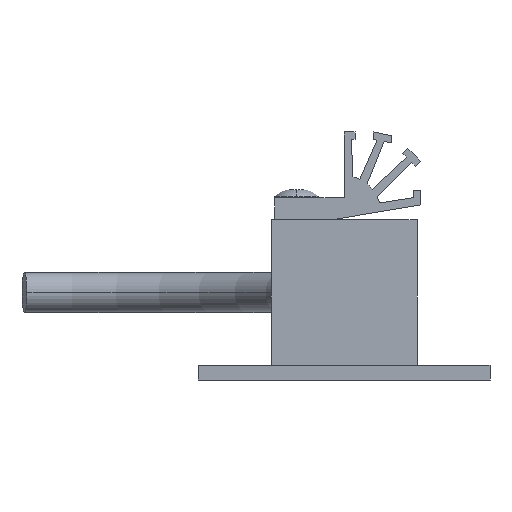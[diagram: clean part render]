
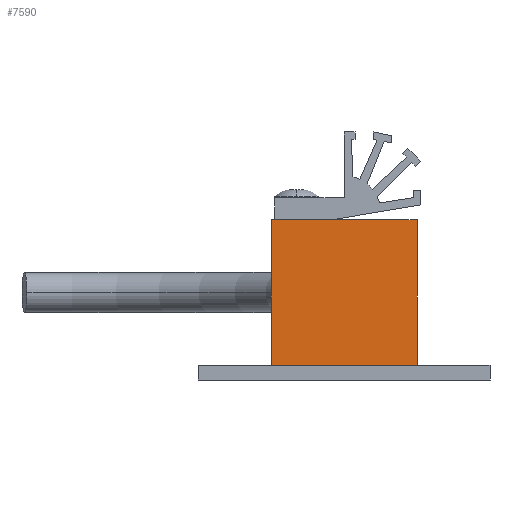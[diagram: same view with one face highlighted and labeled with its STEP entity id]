
A CAD part, front view. The second image highlights one B-rep face of the part: STEP entity #7590.
In plain terms, the highlighted planar face has unit normal (0, -1, 0).
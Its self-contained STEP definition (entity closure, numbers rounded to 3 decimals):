
#64 = VECTOR ( 'NONE', #453, 1000. ) ;
#312 = VECTOR ( 'NONE', #3974, 1000. ) ;
#423 = CARTESIAN_POINT ( 'NONE',  ( -10., 0., -10. ) ) ;
#453 = DIRECTION ( 'NONE',  ( 0., 0., 1. ) ) ;
#756 = EDGE_LOOP ( 'NONE', ( #6661, #2020, #6805, #4561 ) ) ;
#789 = EDGE_CURVE ( 'NONE', #912, #2789, #1170, .T. ) ;
#912 = VERTEX_POINT ( 'NONE', #5252 ) ;
#1170 = LINE ( 'NONE', #423, #64 ) ;
#1596 = DIRECTION ( 'NONE',  ( 0., 0., 1. ) ) ;
#1928 = EDGE_CURVE ( 'NONE', #4553, #5668, #4171, .T. ) ;
#2020 = ORIENTED_EDGE ( 'NONE', *, *, #4994, .F. ) ;
#2201 = CARTESIAN_POINT ( 'NONE',  ( 10., 0., -10. ) ) ;
#2229 = DIRECTION ( 'NONE',  ( 0., 1., 0. ) ) ;
#2249 = EDGE_CURVE ( 'NONE', #5668, #912, #3812, .T. ) ;
#2405 = CARTESIAN_POINT ( 'NONE',  ( -10., 0., -10. ) ) ;
#2453 = CARTESIAN_POINT ( 'NONE',  ( 10., 0., 10. ) ) ;
#2744 = CARTESIAN_POINT ( 'NONE',  ( -10., 0., 10. ) ) ;
#2766 = PLANE ( 'NONE',  #2960 ) ;
#2789 = VERTEX_POINT ( 'NONE', #6764 ) ;
#2843 = CARTESIAN_POINT ( 'NONE',  ( 10., 0., -10. ) ) ;
#2960 = AXIS2_PLACEMENT_3D ( 'NONE', #6885, #2229, #1596 ) ;
#3060 = DIRECTION ( 'NONE',  ( -1., 0., 0. ) ) ;
#3773 = FACE_OUTER_BOUND ( 'NONE', #756, .T. ) ;
#3812 = LINE ( 'NONE', #2405, #7611 ) ;
#3974 = DIRECTION ( 'NONE',  ( 1., 0., 0. ) ) ;
#4171 = LINE ( 'NONE', #2843, #7413 ) ;
#4553 = VERTEX_POINT ( 'NONE', #2453 ) ;
#4561 = ORIENTED_EDGE ( 'NONE', *, *, #2249, .F. ) ;
#4994 = EDGE_CURVE ( 'NONE', #2789, #4553, #6753, .T. ) ;
#5252 = CARTESIAN_POINT ( 'NONE',  ( -10., 0., -10. ) ) ;
#5668 = VERTEX_POINT ( 'NONE', #2201 ) ;
#6661 = ORIENTED_EDGE ( 'NONE', *, *, #1928, .F. ) ;
#6753 = LINE ( 'NONE', #2744, #312 ) ;
#6764 = CARTESIAN_POINT ( 'NONE',  ( -10., 0., 10. ) ) ;
#6805 = ORIENTED_EDGE ( 'NONE', *, *, #789, .F. ) ;
#6885 = CARTESIAN_POINT ( 'NONE',  ( 10., 0., 10. ) ) ;
#6966 = DIRECTION ( 'NONE',  ( 0., 0., -1. ) ) ;
#7413 = VECTOR ( 'NONE', #6966, 1000. ) ;
#7590 = ADVANCED_FACE ( 'NONE', ( #3773 ), #2766, .F. ) ;
#7611 = VECTOR ( 'NONE', #3060, 1000. ) ;
